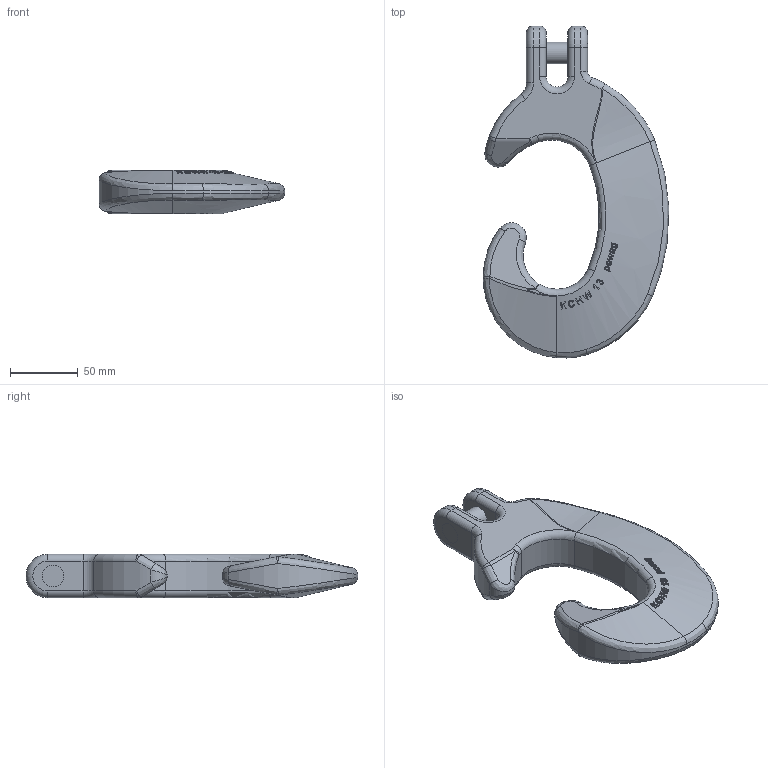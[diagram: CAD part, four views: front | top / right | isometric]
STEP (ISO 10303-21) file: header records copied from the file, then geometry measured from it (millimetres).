
FILE_DESCRIPTION(/* description */ (''),/* implementation_level */ '2;1');
FILE_NAME(/* name */ 'pewag_KCHW_13',/* time_stamp */ '2010-02-02T15:33:59+01:00',/* author */ (''),/* organization */ (''),/* preprocessor_version */ 'ST-DEVELOPER v9',/* originating_system */ 'UGS - NX 4.0',/* authorisation */ '');
FILE_SCHEMA (('AUTOMOTIVE_DESIGN { 1 0 10303 214 1 1 1 1 }'));
Length unit declared in the file: millimetre
Products named in the file (1): rit42147aga
Bounding box: 136.91 x 244.71 x 32 mm (x, y, z)
Volume: 422506.4 mm3; surface area: 57773 mm2
Topology: 2 solids, 2 shells, 293 faces, 762 edges, 482 vertices
Faces by surface type: plane 99, extrusion 95, bspline 38, cylinder 31, torus 22, sphere 8
Full cylindrical faces by diameter (mm): 16 x3
Entity records: 12213 total; most frequent: CARTESIAN_POINT 5907, ORIENTED_EDGE 1502, DIRECTION 898, EDGE_CURVE 751, B_SPLINE_CURVE_WITH_KNOTS 499, VERTEX_POINT 480, EDGE_LOOP 315, VECTOR 308
